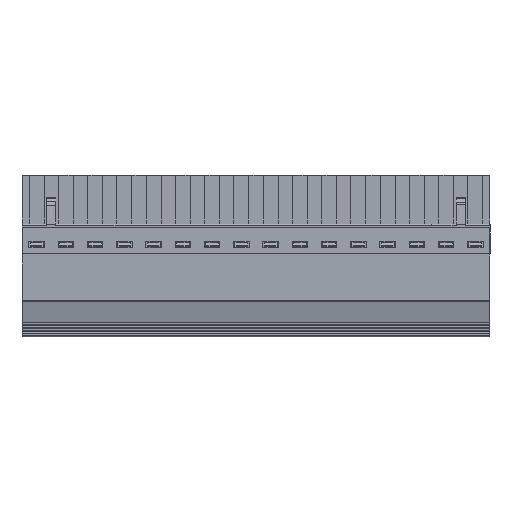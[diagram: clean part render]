
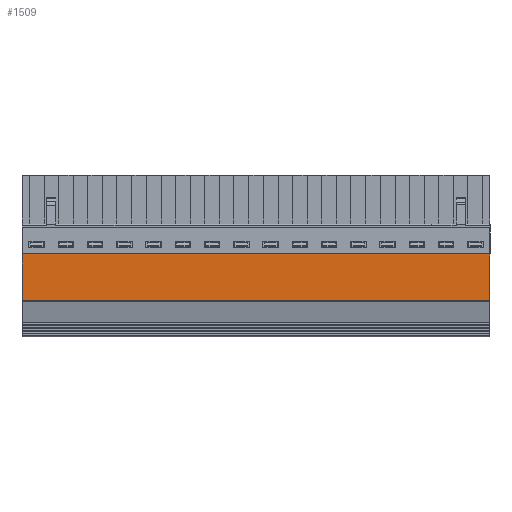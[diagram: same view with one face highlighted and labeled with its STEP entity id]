
A CAD part, front view. The second image highlights one B-rep face of the part: STEP entity #1509.
In plain terms, the highlighted planar face has unit normal (0, -1, 0).
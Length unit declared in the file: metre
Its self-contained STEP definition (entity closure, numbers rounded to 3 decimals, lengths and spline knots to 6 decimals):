
#1509=ADVANCED_FACE('',(#3741),#3742,.T.);
#3741=FACE_OUTER_BOUND('',#6792,.T.);
#3742=PLANE('',#6793);
#6792=EDGE_LOOP('',(#11121,#11122,#11123,#11124,#11125,#11126,#11127,#11128,#11129,#11130));
#6793=AXIS2_PLACEMENT_3D('',#11131,#11132,#11133);
#11121=ORIENTED_EDGE('',*,*,#17945,.F.);
#11122=ORIENTED_EDGE('',*,*,#17946,.T.);
#11123=ORIENTED_EDGE('',*,*,#17947,.T.);
#11124=ORIENTED_EDGE('',*,*,#17948,.T.);
#11125=ORIENTED_EDGE('',*,*,#17949,.F.);
#11126=ORIENTED_EDGE('',*,*,#17531,.F.);
#11127=ORIENTED_EDGE('',*,*,#17526,.T.);
#11128=ORIENTED_EDGE('',*,*,#17950,.T.);
#11129=ORIENTED_EDGE('',*,*,#17830,.T.);
#11130=ORIENTED_EDGE('',*,*,#17951,.T.);
#11131=CARTESIAN_POINT('',(-0.02695,-0.035437,-0.075199));
#11132=DIRECTION('',(0.,-1.0,0.));
#11133=DIRECTION('',(0.,0.,1.0));
#17526=EDGE_CURVE('',#20970,#20968,#20971,.T.);
#17531=EDGE_CURVE('',#20970,#20977,#20978,.T.);
#17830=EDGE_CURVE('',#21424,#21422,#21425,.T.);
#17945=EDGE_CURVE('',#21604,#21605,#21606,.T.);
#17946=EDGE_CURVE('',#21604,#21607,#21608,.T.);
#17947=EDGE_CURVE('',#21607,#21609,#21610,.T.);
#17948=EDGE_CURVE('',#21609,#21611,#21612,.T.);
#17949=EDGE_CURVE('',#20977,#21611,#21613,.T.);
#17950=EDGE_CURVE('',#20968,#21424,#21614,.T.);
#17951=EDGE_CURVE('',#21422,#21605,#21615,.T.);
#20968=VERTEX_POINT('',#25973);
#20970=VERTEX_POINT('',#25976);
#20971=LINE('',#25977,#25978);
#20977=VERTEX_POINT('',#25987);
#20978=LINE('',#25988,#25989);
#21422=VERTEX_POINT('',#26635);
#21424=VERTEX_POINT('',#26638);
#21425=LINE('',#26639,#26640);
#21604=VERTEX_POINT('',#26820);
#21605=VERTEX_POINT('',#26821);
#21606=LINE('',#26822,#26823);
#21607=VERTEX_POINT('',#26824);
#21608=LINE('',#26825,#26826);
#21609=VERTEX_POINT('',#26827);
#21610=LINE('',#26828,#26829);
#21611=VERTEX_POINT('',#26830);
#21612=LINE('',#26831,#26832);
#21613=LINE('',#26833,#26834);
#21614=LINE('',#26835,#26836);
#21615=LINE('',#26837,#26838);
#25973=CARTESIAN_POINT('',(-0.02695,-0.035437,-0.064424));
#25976=CARTESIAN_POINT('',(-0.026946,-0.035437,-0.064424));
#25977=CARTESIAN_POINT('',(-0.02695,-0.035437,-0.064424));
#25978=VECTOR('',#31630,1.0);
#25987=CARTESIAN_POINT('',(-0.026946,-0.035437,-0.067526));
#25988=CARTESIAN_POINT('',(-0.026946,-0.035437,-0.075199));
#25989=VECTOR('',#31634,1.0);
#26635=CARTESIAN_POINT('',(0.053052,-0.035437,-0.076626));
#26638=CARTESIAN_POINT('',(-0.02695,-0.035437,-0.076626));
#26639=CARTESIAN_POINT('',(0.037814,-0.035437,-0.076626));
#26640=VECTOR('',#31898,1.0);
#26820=CARTESIAN_POINT('',(0.051947,-0.035437,-0.067526));
#26821=CARTESIAN_POINT('',(0.053052,-0.035437,-0.067526));
#26822=CARTESIAN_POINT('',(-0.02695,-0.035437,-0.067526));
#26823=VECTOR('',#32092,1.0);
#26824=CARTESIAN_POINT('',(0.051947,-0.035437,-0.068613));
#26825=CARTESIAN_POINT('',(0.051947,-0.035437,-0.075199));
#26826=VECTOR('',#32093,1.0);
#26827=CARTESIAN_POINT('',(-0.025847,-0.035437,-0.068613));
#26828=CARTESIAN_POINT('',(-0.02695,-0.035437,-0.068613));
#26829=VECTOR('',#32094,1.0);
#26830=CARTESIAN_POINT('',(-0.025847,-0.035437,-0.067526));
#26831=CARTESIAN_POINT('',(-0.025847,-0.035437,-0.075199));
#26832=VECTOR('',#32095,1.0);
#26833=CARTESIAN_POINT('',(-0.02695,-0.035437,-0.067526));
#26834=VECTOR('',#32096,1.0);
#26835=CARTESIAN_POINT('',(-0.02695,-0.035437,-0.075199));
#26836=VECTOR('',#32097,1.0);
#26837=CARTESIAN_POINT('',(0.053052,-0.035437,-0.075199));
#26838=VECTOR('',#32098,1.0);
#31630=DIRECTION('',(-1.0,0.,0.));
#31634=DIRECTION('',(0.,0.,-1.0));
#31898=DIRECTION('',(1.0,0.,0.));
#32092=DIRECTION('',(1.0,0.,0.));
#32093=DIRECTION('',(0.,0.,-1.0));
#32094=DIRECTION('',(-1.0,0.,0.));
#32095=DIRECTION('',(0.,0.,1.0));
#32096=DIRECTION('',(1.0,0.,0.));
#32097=DIRECTION('',(0.,0.,-1.0));
#32098=DIRECTION('',(0.,0.,1.0));
